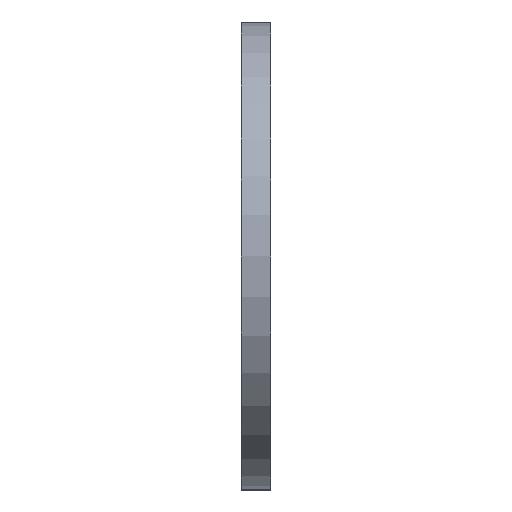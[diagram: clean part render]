
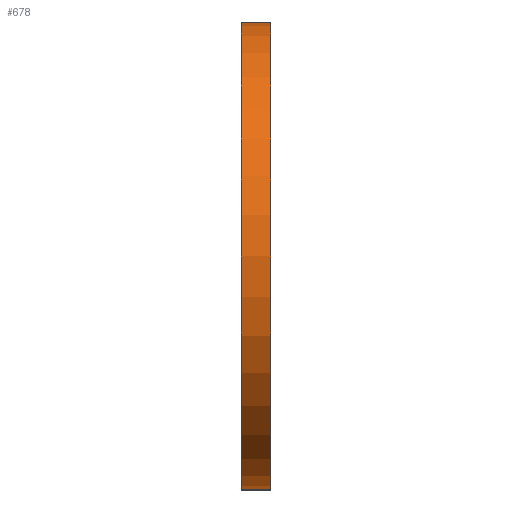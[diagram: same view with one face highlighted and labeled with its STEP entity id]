
A CAD part, left-side view. The second image highlights one B-rep face of the part: STEP entity #678.
In plain terms, the highlighted cylindrical face has radius 20 mm (diameter 40 mm), a partial arc.
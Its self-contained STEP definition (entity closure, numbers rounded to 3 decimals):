
#89=FACE_OUTER_BOUND('',#123,.T.);
#123=EDGE_LOOP('',(#556,#557,#558,#559));
#201=LINE('',#1150,#243);
#202=LINE('',#1156,#244);
#243=VECTOR('',#961,10.);
#244=VECTOR('',#968,10.);
#292=CIRCLE('',#770,20.);
#293=CIRCLE('',#771,20.);
#349=VERTEX_POINT('',#1144);
#351=VERTEX_POINT('',#1148);
#352=VERTEX_POINT('',#1152);
#353=VERTEX_POINT('',#1154);
#437=EDGE_CURVE('',#349,#351,#201,.T.);
#438=EDGE_CURVE('',#352,#349,#292,.T.);
#439=EDGE_CURVE('',#353,#351,#293,.T.);
#440=EDGE_CURVE('',#352,#353,#202,.T.);
#556=ORIENTED_EDGE('',*,*,#438,.T.);
#557=ORIENTED_EDGE('',*,*,#437,.T.);
#558=ORIENTED_EDGE('',*,*,#439,.F.);
#559=ORIENTED_EDGE('',*,*,#440,.F.);
#648=CYLINDRICAL_SURFACE('',#769,20.);
#678=ADVANCED_FACE('',(#89),#648,.T.);
#769=AXIS2_PLACEMENT_3D('',#1151,#962,#963);
#770=AXIS2_PLACEMENT_3D('',#1153,#964,#965);
#771=AXIS2_PLACEMENT_3D('',#1155,#966,#967);
#961=DIRECTION('',(0.,1.,0.));
#962=DIRECTION('center_axis',(0.,1.,0.));
#963=DIRECTION('ref_axis',(0.,0.,-1.));
#964=DIRECTION('center_axis',(0.,1.,0.));
#965=DIRECTION('ref_axis',(0.,0.,-1.));
#966=DIRECTION('center_axis',(0.,1.,0.));
#967=DIRECTION('ref_axis',(0.,0.,-1.));
#968=DIRECTION('',(0.,1.,0.));
#1144=CARTESIAN_POINT('',(-0.022,28.5,50.));
#1148=CARTESIAN_POINT('',(-0.022,31.,50.));
#1150=CARTESIAN_POINT('',(-0.022,28.5,50.));
#1151=CARTESIAN_POINT('Origin',(-0.022,28.5,30.));
#1152=CARTESIAN_POINT('',(-0.022,28.5,10.));
#1153=CARTESIAN_POINT('Origin',(-0.022,28.5,30.));
#1154=CARTESIAN_POINT('',(-0.022,31.,10.));
#1155=CARTESIAN_POINT('Origin',(-0.022,31.,30.));
#1156=CARTESIAN_POINT('',(-0.022,28.5,10.));
